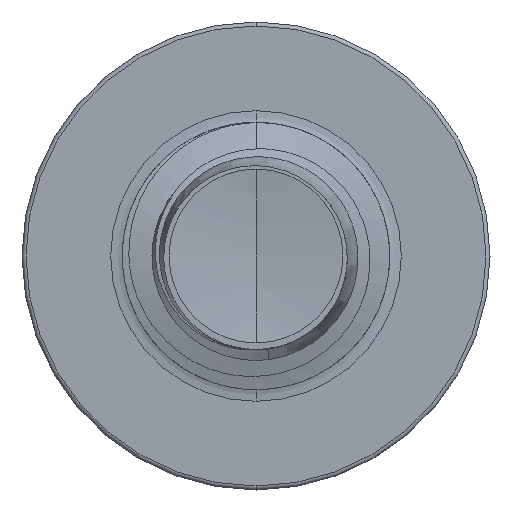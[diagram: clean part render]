
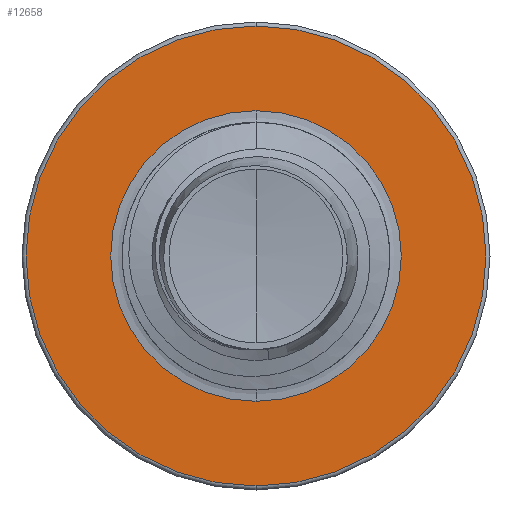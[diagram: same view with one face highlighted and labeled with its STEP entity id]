
A CAD part, front view. The second image highlights one B-rep face of the part: STEP entity #12658.
In plain terms, the highlighted planar face has unit normal (0, -1, 0).
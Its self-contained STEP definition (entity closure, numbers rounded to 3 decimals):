
#285 = CIRCLE ( 'NONE', #13844, 2.174 ) ;
#1226 = CARTESIAN_POINT ( 'NONE',  ( 0., 7., 3.44 ) ) ;
#1367 = DIRECTION ( 'NONE',  ( 0., 0., 1. ) ) ;
#1469 = DIRECTION ( 'NONE',  ( 0., 1., 0. ) ) ;
#1533 = CARTESIAN_POINT ( 'NONE',  ( 0., 7., 0. ) ) ;
#2122 = CARTESIAN_POINT ( 'NONE',  ( 0., 7., -3.44 ) ) ;
#2207 = CIRCLE ( 'NONE', #13865, 2.174 ) ;
#2320 = DIRECTION ( 'NONE',  ( 0., 0., 1. ) ) ;
#2785 = AXIS2_PLACEMENT_3D ( 'NONE', #16218, #16206, #16184 ) ;
#4475 = DIRECTION ( 'NONE',  ( 0., 0., 1. ) ) ;
#4497 = DIRECTION ( 'NONE',  ( 0., 1., 0. ) ) ;
#4516 = CARTESIAN_POINT ( 'NONE',  ( 0., 7., 0. ) ) ;
#4564 = VERTEX_POINT ( 'NONE', #12657 ) ;
#4755 = AXIS2_PLACEMENT_3D ( 'NONE', #1533, #1469, #1367 ) ;
#5813 = EDGE_CURVE ( 'NONE', #9805, #4564, #285, .T. ) ;
#5896 = CIRCLE ( 'NONE', #2785, 3.44 ) ;
#6128 = CARTESIAN_POINT ( 'NONE',  ( 0., 7., 0. ) ) ;
#6155 = VERTEX_POINT ( 'NONE', #1226 ) ;
#7447 = DIRECTION ( 'NONE',  ( 0., 0., 1. ) ) ;
#7618 = ORIENTED_EDGE ( 'NONE', *, *, #8675, .F. ) ;
#7914 = PLANE ( 'NONE',  #12406 ) ;
#8356 = FACE_OUTER_BOUND ( 'NONE', #14649, .T. ) ;
#8675 = EDGE_CURVE ( 'NONE', #8693, #6155, #8949, .T. ) ;
#8693 = VERTEX_POINT ( 'NONE', #2122 ) ;
#8760 = FACE_BOUND ( 'NONE', #14438, .T. ) ;
#8806 = EDGE_CURVE ( 'NONE', #6155, #8693, #5896, .T. ) ;
#8949 = CIRCLE ( 'NONE', #4755, 3.44 ) ;
#9208 = CARTESIAN_POINT ( 'NONE',  ( 0., 7., -2.174 ) ) ;
#9332 = ORIENTED_EDGE ( 'NONE', *, *, #5813, .T. ) ;
#9805 = VERTEX_POINT ( 'NONE', #12898 ) ;
#11603 = ORIENTED_EDGE ( 'NONE', *, *, #8806, .F. ) ;
#12406 = AXIS2_PLACEMENT_3D ( 'NONE', #9208, #12831, #2320 ) ;
#12657 = CARTESIAN_POINT ( 'NONE',  ( 0., 7., 2.174 ) ) ;
#12658 = ADVANCED_FACE ( 'NONE', ( #8356, #8760 ), #7914, .F. ) ;
#12831 = DIRECTION ( 'NONE',  ( 0., 1., 0. ) ) ;
#12898 = CARTESIAN_POINT ( 'NONE',  ( 0., 7., -2.174 ) ) ;
#13844 = AXIS2_PLACEMENT_3D ( 'NONE', #4516, #4497, #4475 ) ;
#13865 = AXIS2_PLACEMENT_3D ( 'NONE', #6128, #14253, #7447 ) ;
#14253 = DIRECTION ( 'NONE',  ( 0., 1., 0. ) ) ;
#14438 = EDGE_LOOP ( 'NONE', ( #16176, #9332 ) ) ;
#14649 = EDGE_LOOP ( 'NONE', ( #11603, #7618 ) ) ;
#14770 = EDGE_CURVE ( 'NONE', #4564, #9805, #2207, .T. ) ;
#16176 = ORIENTED_EDGE ( 'NONE', *, *, #14770, .T. ) ;
#16184 = DIRECTION ( 'NONE',  ( 0., 0., 1. ) ) ;
#16206 = DIRECTION ( 'NONE',  ( 0., 1., 0. ) ) ;
#16218 = CARTESIAN_POINT ( 'NONE',  ( 0., 7., 0. ) ) ;
